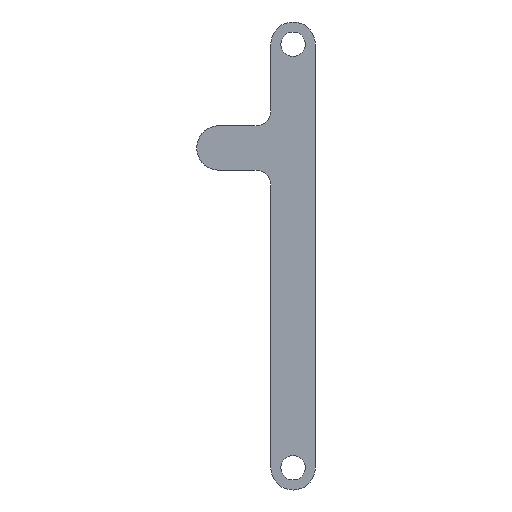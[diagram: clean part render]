
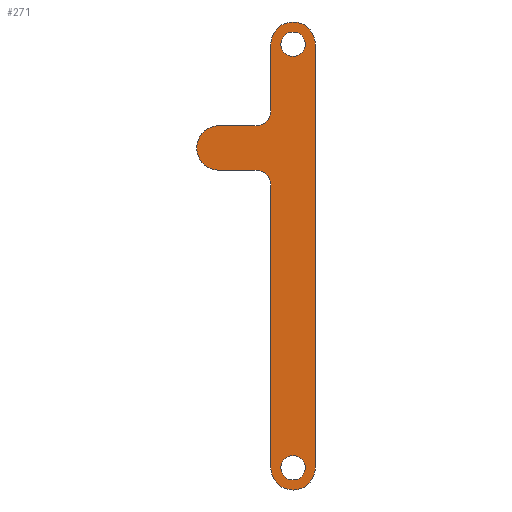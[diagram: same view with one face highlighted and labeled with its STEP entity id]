
A CAD part, left-side view. The second image highlights one B-rep face of the part: STEP entity #271.
In plain terms, the highlighted planar face has unit normal (-1, 0, 0).
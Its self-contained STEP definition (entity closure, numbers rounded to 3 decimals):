
#14=FACE_BOUND('',#42,.T.);
#15=FACE_BOUND('',#43,.T.);
#18=PLANE('',#303);
#27=FACE_OUTER_BOUND('',#41,.T.);
#41=EDGE_LOOP('',(#183,#184,#185,#186,#187,#188,#189,#190,#191,#192));
#42=EDGE_LOOP('',(#193));
#43=EDGE_LOOP('',(#194));
#59=LINE('',#421,#81);
#60=LINE('',#425,#82);
#61=LINE('',#429,#83);
#62=LINE('',#433,#84);
#63=LINE('',#437,#85);
#81=VECTOR('',#343,1000.);
#82=VECTOR('',#346,1000.);
#83=VECTOR('',#349,1000.);
#84=VECTOR('',#352,1000.);
#85=VECTOR('',#355,1000.);
#101=CIRCLE('',#298,1.65);
#103=CIRCLE('',#301,1.65);
#105=CIRCLE('',#304,3.);
#106=CIRCLE('',#305,2.);
#107=CIRCLE('',#306,3.);
#108=CIRCLE('',#307,2.);
#109=CIRCLE('',#308,3.);
#115=VERTEX_POINT('',#407);
#117=VERTEX_POINT('',#413);
#119=VERTEX_POINT('',#419);
#120=VERTEX_POINT('',#420);
#121=VERTEX_POINT('',#422);
#122=VERTEX_POINT('',#424);
#123=VERTEX_POINT('',#426);
#124=VERTEX_POINT('',#428);
#125=VERTEX_POINT('',#430);
#126=VERTEX_POINT('',#432);
#127=VERTEX_POINT('',#434);
#128=VERTEX_POINT('',#436);
#139=EDGE_CURVE('',#115,#115,#101,.T.);
#142=EDGE_CURVE('',#117,#117,#103,.T.);
#145=EDGE_CURVE('',#119,#120,#59,.T.);
#146=EDGE_CURVE('',#120,#121,#105,.T.);
#147=EDGE_CURVE('',#121,#122,#60,.T.);
#148=EDGE_CURVE('',#122,#123,#106,.T.);
#149=EDGE_CURVE('',#123,#124,#61,.T.);
#150=EDGE_CURVE('',#124,#125,#107,.T.);
#151=EDGE_CURVE('',#125,#126,#62,.T.);
#152=EDGE_CURVE('',#126,#127,#108,.T.);
#153=EDGE_CURVE('',#127,#128,#63,.T.);
#154=EDGE_CURVE('',#128,#119,#109,.T.);
#183=ORIENTED_EDGE('',*,*,#145,.T.);
#184=ORIENTED_EDGE('',*,*,#146,.T.);
#185=ORIENTED_EDGE('',*,*,#147,.T.);
#186=ORIENTED_EDGE('',*,*,#148,.T.);
#187=ORIENTED_EDGE('',*,*,#149,.T.);
#188=ORIENTED_EDGE('',*,*,#150,.T.);
#189=ORIENTED_EDGE('',*,*,#151,.T.);
#190=ORIENTED_EDGE('',*,*,#152,.T.);
#191=ORIENTED_EDGE('',*,*,#153,.T.);
#192=ORIENTED_EDGE('',*,*,#154,.T.);
#193=ORIENTED_EDGE('',*,*,#142,.F.);
#194=ORIENTED_EDGE('',*,*,#139,.F.);
#271=ADVANCED_FACE('',(#27,#14,#15),#18,.T.);
#298=AXIS2_PLACEMENT_3D('',#408,#329,#330);
#301=AXIS2_PLACEMENT_3D('',#414,#336,#337);
#303=AXIS2_PLACEMENT_3D('',#418,#341,#342);
#304=AXIS2_PLACEMENT_3D('',#423,#344,#345);
#305=AXIS2_PLACEMENT_3D('',#427,#347,#348);
#306=AXIS2_PLACEMENT_3D('',#431,#350,#351);
#307=AXIS2_PLACEMENT_3D('',#435,#353,#354);
#308=AXIS2_PLACEMENT_3D('',#438,#356,#357);
#329=DIRECTION('center_axis',(-1.,0.,0.));
#330=DIRECTION('ref_axis',(0.,1.,0.));
#336=DIRECTION('center_axis',(-1.,0.,0.));
#337=DIRECTION('ref_axis',(0.,1.,0.));
#341=DIRECTION('center_axis',(-1.,0.,0.));
#342=DIRECTION('ref_axis',(0.,1.,0.));
#343=DIRECTION('',(0.,0.,1.));
#344=DIRECTION('center_axis',(-1.,0.,0.));
#345=DIRECTION('ref_axis',(0.,1.,0.));
#346=DIRECTION('',(0.,0.,-1.));
#347=DIRECTION('center_axis',(1.,0.,0.));
#348=DIRECTION('ref_axis',(0.,1.,0.));
#349=DIRECTION('',(0.,1.,0.));
#350=DIRECTION('center_axis',(-1.,0.,0.));
#351=DIRECTION('ref_axis',(0.,1.,0.));
#352=DIRECTION('',(0.,-1.,0.));
#353=DIRECTION('center_axis',(1.,0.,0.));
#354=DIRECTION('ref_axis',(0.,1.,0.));
#355=DIRECTION('',(0.,0.,-1.));
#356=DIRECTION('center_axis',(-1.,0.,0.));
#357=DIRECTION('ref_axis',(0.,-1.,0.));
#407=CARTESIAN_POINT('',(200.379,95.308,226.261));
#408=CARTESIAN_POINT('Origin',(200.379,93.658,226.261));
#413=CARTESIAN_POINT('',(200.379,95.308,283.411));
#414=CARTESIAN_POINT('Origin',(200.379,93.658,283.411));
#418=CARTESIAN_POINT('Origin',(200.379,93.658,283.411));
#419=CARTESIAN_POINT('',(200.379,90.658,226.261));
#420=CARTESIAN_POINT('',(200.379,90.658,283.411));
#421=CARTESIAN_POINT('',(200.379,90.658,226.261));
#422=CARTESIAN_POINT('',(200.379,96.658,283.411));
#423=CARTESIAN_POINT('Origin',(200.379,93.658,283.411));
#424=CARTESIAN_POINT('',(200.379,96.658,274.411));
#425=CARTESIAN_POINT('',(200.379,96.658,283.411));
#426=CARTESIAN_POINT('',(200.379,98.658,272.411));
#427=CARTESIAN_POINT('Origin',(200.379,98.658,274.411));
#428=CARTESIAN_POINT('',(200.379,103.658,272.411));
#429=CARTESIAN_POINT('',(200.379,96.658,272.411));
#430=CARTESIAN_POINT('',(200.379,103.658,266.411));
#431=CARTESIAN_POINT('Origin',(200.379,103.658,269.411));
#432=CARTESIAN_POINT('',(200.379,98.658,266.411));
#433=CARTESIAN_POINT('',(200.379,96.658,266.411));
#434=CARTESIAN_POINT('',(200.379,96.658,264.411));
#435=CARTESIAN_POINT('Origin',(200.379,98.658,264.411));
#436=CARTESIAN_POINT('',(200.379,96.658,226.261));
#437=CARTESIAN_POINT('',(200.379,96.658,266.411));
#438=CARTESIAN_POINT('Origin',(200.379,93.658,226.261));
